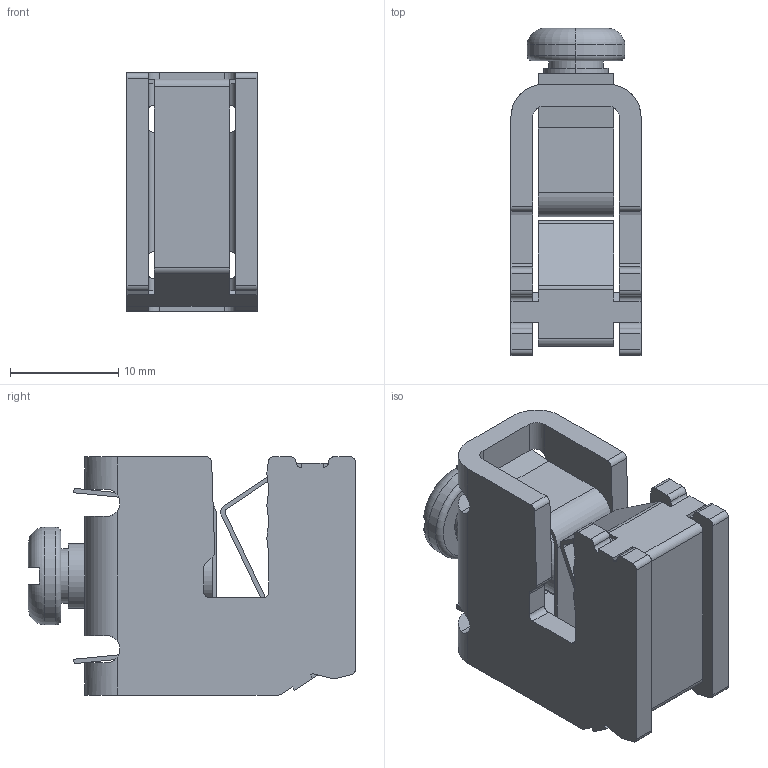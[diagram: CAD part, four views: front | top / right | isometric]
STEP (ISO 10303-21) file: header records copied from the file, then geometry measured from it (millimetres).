
FILE_DESCRIPTION (( 'STEP AP214' ), '1' );
FILE_NAME ('YNT10-05-25-016 Çàæèì øèííûé (òåðìèíàë) ÇØÈ 1,5–16 ìì2 äëÿ øèíû 5 ìì.STEP', '2020-02-25T11:33:21', ( '' ), ( '' ), 'SwSTEP 2.0', 'SolidWorks 2017', '' );
FILE_SCHEMA (( 'AUTOMOTIVE_DESIGN' ));
Length unit declared in the file: millimetre
Products named in the file (1): YNT10-05-25-016 Çàæèì øèííûé (òåðìèíàë) ÇØÈ 1,5–16 ìì2 äëÿ øèíû 5 ìì
Bounding box: 12 x 30.2 x 22 mm (x, y, z)
Volume: 2683.6 mm3; surface area: 4173.6 mm2
Topology: 1 solids, 1 shells, 178 faces, 524 edges, 342 vertices
Faces by surface type: plane 102, cylinder 72, torus 4
Entity records: 6124 total; most frequent: CARTESIAN_POINT 1233, ORIENTED_EDGE 1048, DIRECTION 1012, EDGE_CURVE 524, LINE 354, VECTOR 354, VERTEX_POINT 342, AXIS2_PLACEMENT_3D 329
